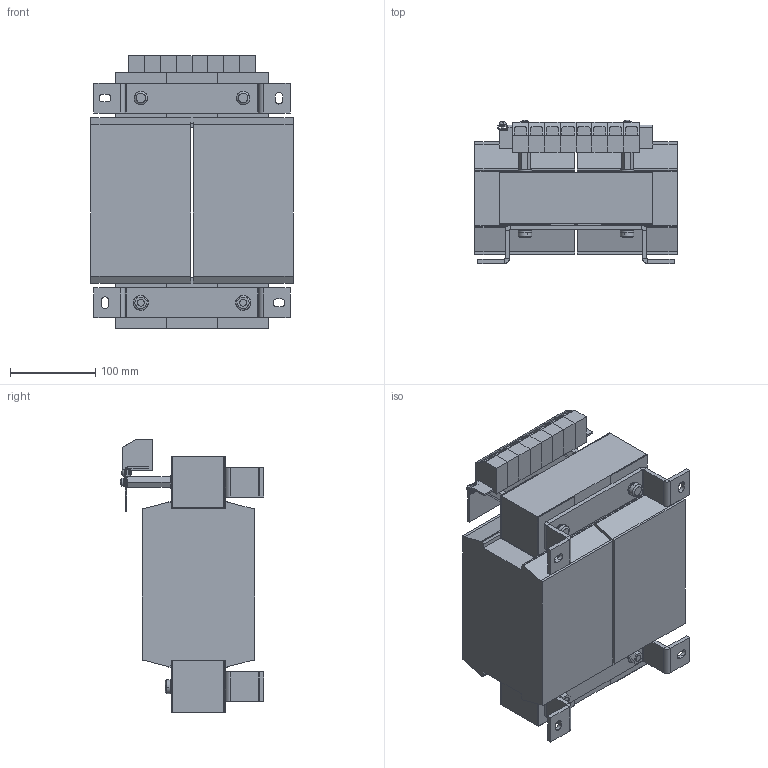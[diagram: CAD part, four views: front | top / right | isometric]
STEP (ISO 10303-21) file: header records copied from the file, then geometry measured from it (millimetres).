
FILE_DESCRIPTION (( 'STEP AP214' ), '1' );
FILE_NAME ('226524.STEP', '2020-07-03T07:22:05', ( '' ), ( '' ), 'SwSTEP 2.0', 'SolidWorks 2018', '' );
FILE_SCHEMA (( 'AUTOMOTIVE_DESIGN' ));
Length unit declared in the file: millimetre
Products named in the file (1): 226524
Bounding box: 237 x 167.9 x 319.78 mm (x, y, z)
Volume: 7294668.8 mm3; surface area: 420623.6 mm2
Topology: 1 solids, 1 shells, 596 faces, 1460 edges, 900 vertices
Faces by surface type: plane 446, cylinder 122, sphere 12, torus 10, cone 6
Entity records: 17346 total; most frequent: CARTESIAN_POINT 3193, ORIENTED_EDGE 2916, DIRECTION 2900, EDGE_CURVE 1458, VECTOR 1106, LINE 1106, VERTEX_POINT 900, AXIS2_PLACEMENT_3D 897
